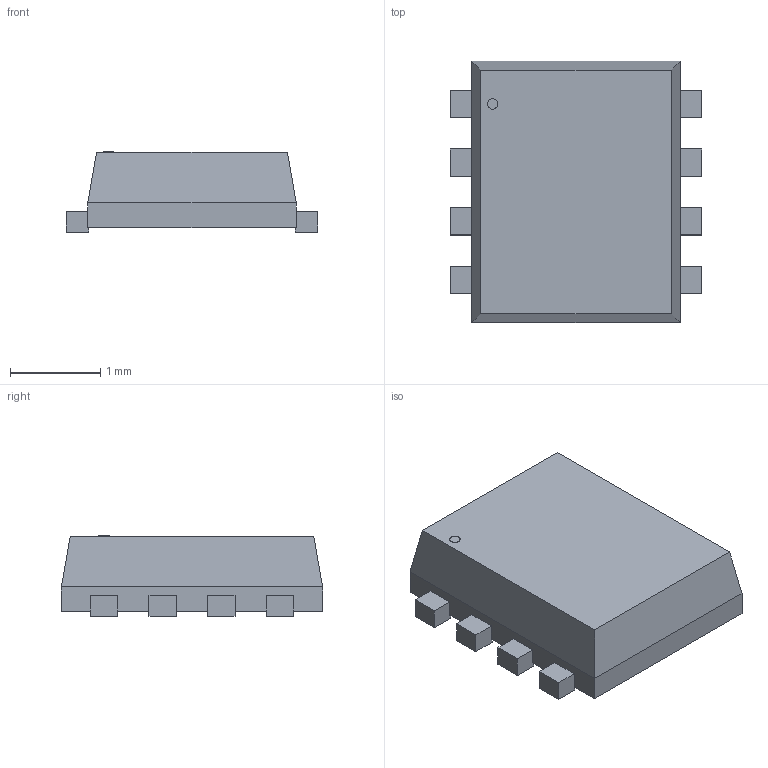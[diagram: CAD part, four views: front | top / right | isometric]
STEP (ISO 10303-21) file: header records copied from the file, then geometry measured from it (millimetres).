
FILE_DESCRIPTION(('STEP AP214'),'1');
FILE_NAME('SOT-28FL-8_2P9X2P3_ONS','2024-10-23T09:34:27',(''),(''),'','','');
FILE_SCHEMA(('AUTOMOTIVE_DESIGN'));
Length unit declared in the file: millimetre
Products named in the file (1): product
Bounding box: 2.79 x 2.9 x 0.89 mm (x, y, z)
Volume: 5.5 mm3; surface area: 24.3 mm2
Topology: 10 solids, 10 shells, 77 faces, 167 edges, 110 vertices
Faces by surface type: plane 76, cylinder 1
Full cylindrical faces by diameter (mm): 0.116 x1
Entity records: 2113 total; most frequent: ORIENTED_EDGE 332, DIRECTION 326, CARTESIAN_POINT 191, EDGE_CURVE 166, LINE 164, VECTOR 164, VERTEX_POINT 110, AXIS2_PLACEMENT_3D 81
